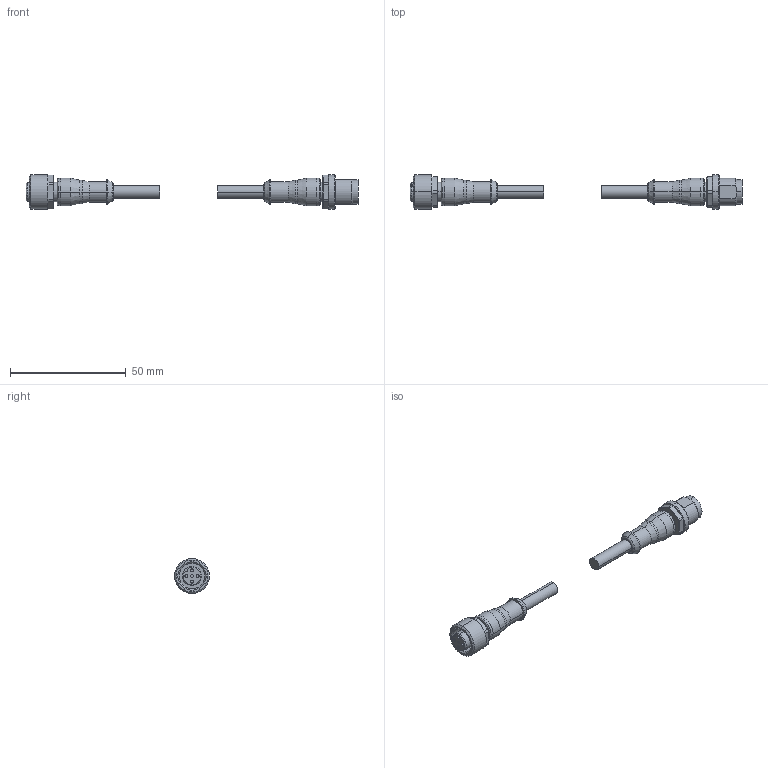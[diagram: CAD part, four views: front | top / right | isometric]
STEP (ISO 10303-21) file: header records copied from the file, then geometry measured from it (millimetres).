
FILE_DESCRIPTION (( 'STEP AP203' ), '1' );
FILE_NAME ('7700-40021-U040100.step', '2025-06-04T19:00:55', ( '' ), ( '' ), 'SwSTEP 2.0', 'SolidWorks 2024', '' );
FILE_SCHEMA (( 'CONFIG_CONTROL_DESIGN' ));
Length unit declared in the file: millimetre
Products named in the file (3): 7700-40021-U040100; 7700-40021-U040100_MALE; 7700-40021-U040100_FEMALE
Assembly tree (2 placements, depth 2):
  7700-40021-U040100
    7700-40021-U040100_FEMALE
    7700-40021-U040100_MALE
Bounding box: 143.5 x 15 x 15 mm (x, y, z)
Volume: 7987.7 mm3; surface area: 5142.7 mm2
Topology: 2 solids, 2 shells, 191 faces, 428 edges, 264 vertices
Faces by surface type: cylinder 71, plane 59, cone 41, torus 20
Entity records: 5644 total; most frequent: DIRECTION 1025, CARTESIAN_POINT 948, ORIENTED_EDGE 856, AXIS2_PLACEMENT_3D 431, EDGE_CURVE 428, VERTEX_POINT 264, CIRCLE 235, EDGE_LOOP 214
